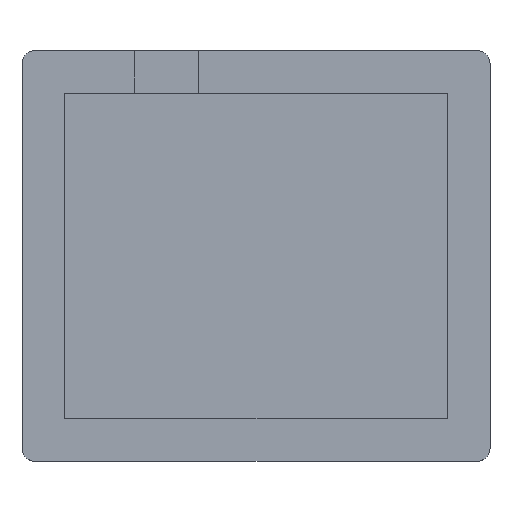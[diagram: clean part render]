
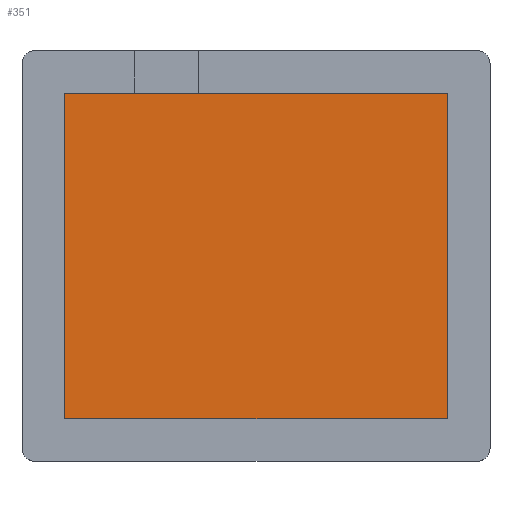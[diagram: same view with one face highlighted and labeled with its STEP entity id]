
A CAD part, top view. The second image highlights one B-rep face of the part: STEP entity #351.
In plain terms, the highlighted planar face has unit normal (0, 0, 1).
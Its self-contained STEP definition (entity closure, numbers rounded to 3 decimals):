
#29=PLANE('',#392);
#47=FACE_OUTER_BOUND('',#65,.T.);
#65=EDGE_LOOP('',(#313,#314,#315,#316));
#95=LINE('',#567,#135);
#98=LINE('',#572,#138);
#100=LINE('',#576,#140);
#101=LINE('',#578,#141);
#135=VECTOR('',#459,10.);
#138=VECTOR('',#464,10.);
#140=VECTOR('',#468,10.);
#141=VECTOR('',#471,10.);
#183=VERTEX_POINT('',#564);
#184=VERTEX_POINT('',#566);
#185=VERTEX_POINT('',#570);
#186=VERTEX_POINT('',#574);
#223=EDGE_CURVE('',#183,#184,#95,.T.);
#226=EDGE_CURVE('',#185,#183,#98,.T.);
#228=EDGE_CURVE('',#186,#185,#100,.T.);
#229=EDGE_CURVE('',#184,#186,#101,.T.);
#313=ORIENTED_EDGE('',*,*,#226,.F.);
#314=ORIENTED_EDGE('',*,*,#228,.F.);
#315=ORIENTED_EDGE('',*,*,#229,.F.);
#316=ORIENTED_EDGE('',*,*,#223,.F.);
#351=ADVANCED_FACE('',(#47),#29,.T.);
#392=AXIS2_PLACEMENT_3D('',#589,#483,#484);
#459=DIRECTION('',(0.,1.,0.));
#464=DIRECTION('',(-1.,0.,0.));
#468=DIRECTION('',(0.,-1.,0.));
#471=DIRECTION('',(1.,0.,0.));
#483=DIRECTION('center_axis',(0.,0.,1.));
#484=DIRECTION('ref_axis',(1.,0.,0.));
#564=CARTESIAN_POINT('',(-107.982,-118.846,10.));
#566=CARTESIAN_POINT('',(-107.982,-42.346,10.));
#567=CARTESIAN_POINT('',(-107.982,-99.721,10.));
#570=CARTESIAN_POINT('',(-17.982,-118.846,10.));
#572=CARTESIAN_POINT('',(-40.482,-118.846,10.));
#574=CARTESIAN_POINT('',(-17.982,-42.346,10.));
#576=CARTESIAN_POINT('',(-17.982,-61.471,10.));
#578=CARTESIAN_POINT('',(-85.482,-42.346,10.));
#589=CARTESIAN_POINT('Origin',(-62.982,-80.596,10.));
